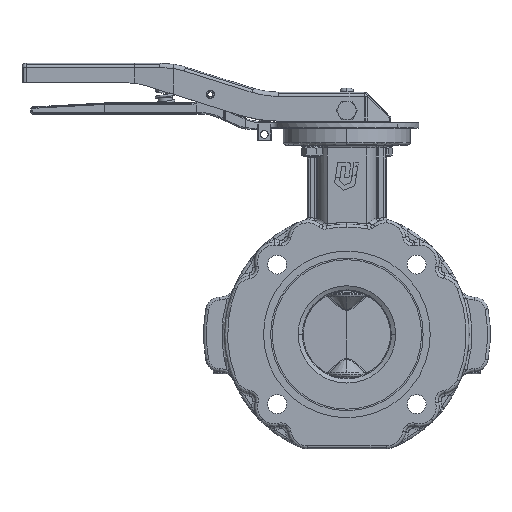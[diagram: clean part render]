
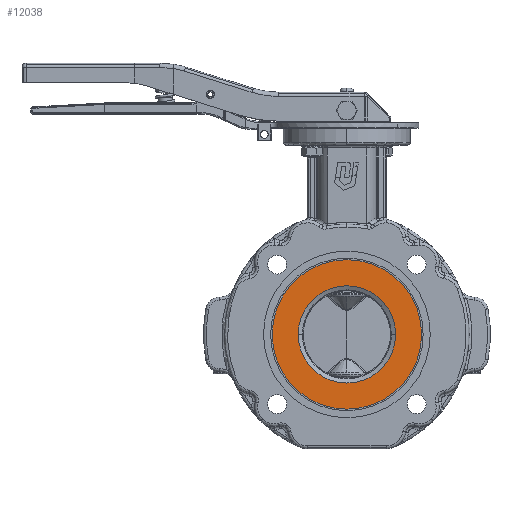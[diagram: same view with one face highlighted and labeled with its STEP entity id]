
A CAD part, left-side view. The second image highlights one B-rep face of the part: STEP entity #12038.
In plain terms, the highlighted planar face has unit normal (-1, 0, 0).
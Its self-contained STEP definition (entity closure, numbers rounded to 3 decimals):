
#9444=CARTESIAN_POINT('',(-23.1,-52.9,0.));
#9445=VERTEX_POINT('',#9444);
#9446=CARTESIAN_POINT('',(-23.1,52.9,-0.));
#9447=VERTEX_POINT('',#9446);
#9448=CARTESIAN_POINT('',(-23.1,-0.,0.));
#9449=DIRECTION('',(1.,-0.,0.));
#9450=DIRECTION('',(-0.,-1.,0.));
#9451=AXIS2_PLACEMENT_3D('',#9448,#9449,#9450);
#9452=CIRCLE('',#9451,52.9);
#9453=EDGE_CURVE('NONE',#9445,#9447,#9452,.T.);
#9686=CARTESIAN_POINT('',(-23.1,34.464,0.));
#9687=VERTEX_POINT('',#9686);
#9694=CARTESIAN_POINT('',(-23.1,-34.464,-0.));
#9695=VERTEX_POINT('',#9694);
#9696=CARTESIAN_POINT('',(-23.1,-0.,0.));
#9697=DIRECTION('',(1.,-0.,-0.));
#9698=DIRECTION('',(-0.,-1.,0.));
#9699=AXIS2_PLACEMENT_3D('',#9696,#9697,#9698);
#9700=CIRCLE('',#9699,34.464);
#9701=EDGE_CURVE('NONE',#9695,#9687,#9700,.T.);
#11868=CARTESIAN_POINT('',(-23.1,-0.,0.));
#11869=DIRECTION('',(1.,-0.,-0.));
#11870=DIRECTION('',(-0.,-1.,0.));
#11871=AXIS2_PLACEMENT_3D('',#11868,#11869,#11870);
#11872=CIRCLE('',#11871,34.464);
#11873=EDGE_CURVE('NONE',#9687,#9695,#11872,.T.);
#11969=CARTESIAN_POINT('',(-23.1,-0.,0.));
#11970=DIRECTION('',(1.,-0.,0.));
#11971=DIRECTION('',(-0.,-1.,0.));
#11972=AXIS2_PLACEMENT_3D('',#11969,#11970,#11971);
#11973=CIRCLE('',#11972,52.9);
#11974=EDGE_CURVE('NONE',#9447,#9445,#11973,.T.);
#12025=CARTESIAN_POINT('',(-23.1,-43.682,0.));
#12026=DIRECTION('',(-1.,0.,0.));
#12027=DIRECTION('',(0.,0.,-1.));
#12028=AXIS2_PLACEMENT_3D('',#12025,#12026,#12027);
#12029=PLANE('',#12028);
#12030=ORIENTED_EDGE('',*,*,#9453,.F.);
#12031=ORIENTED_EDGE('',*,*,#11974,.F.);
#12032=EDGE_LOOP('',(#12030,#12031));
#12033=FACE_BOUND('',#12032,.T.);
#12034=ORIENTED_EDGE('',*,*,#9701,.T.);
#12035=ORIENTED_EDGE('',*,*,#11873,.T.);
#12036=EDGE_LOOP('',(#12034,#12035));
#12037=FACE_BOUND('',#12036,.T.);
#12038=ADVANCED_FACE('NONE',(#12033,#12037),#12029,.T.);
